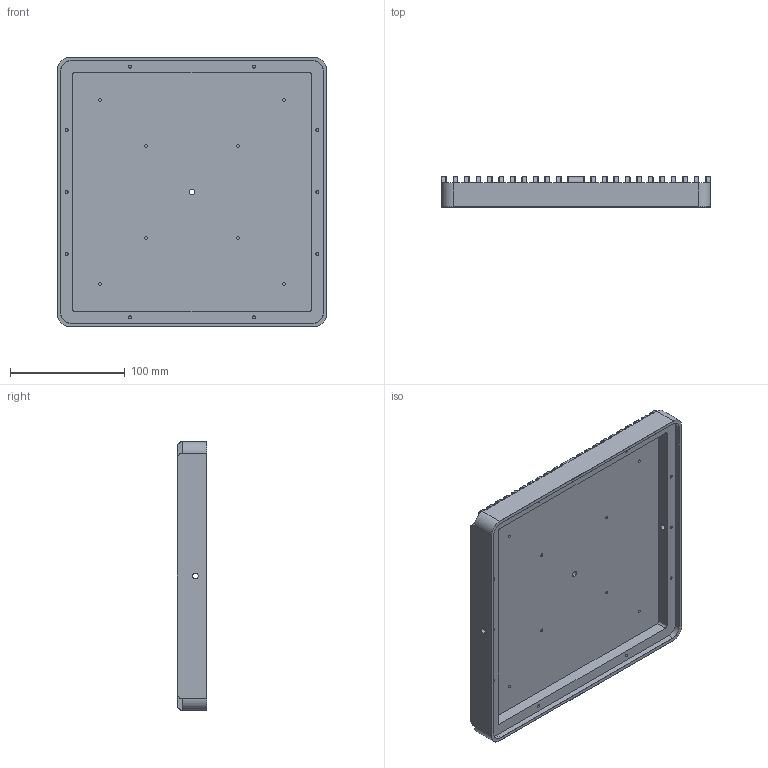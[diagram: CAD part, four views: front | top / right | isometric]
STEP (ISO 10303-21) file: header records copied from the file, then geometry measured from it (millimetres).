
FILE_DESCRIPTION (( 'STEP AP214' ), '1' );
FILE_NAME ('Lampe 1 - Tête.STEP', '2019-05-10T10:35:23', ( '' ), ( '' ), 'SwSTEP 2.0', 'SolidWorks 2018', '' );
FILE_SCHEMA (( 'AUTOMOTIVE_DESIGN' ));
Length unit declared in the file: millimetre
Products named in the file (1): Lampe 1 - T皻e
Bounding box: 234 x 26 x 234 mm (x, y, z)
Volume: 571956.3 mm3; surface area: 194425.5 mm2
Topology: 1 solids, 1 shells, 627 faces, 1461 edges, 852 vertices
Faces by surface type: cylinder 241, torus 178, plane 120, bspline 88
Entity records: 18807 total; most frequent: CARTESIAN_POINT 4645, DIRECTION 3161, ORIENTED_EDGE 2918, EDGE_CURVE 1459, AXIS2_PLACEMENT_3D 1356, VERTEX_POINT 852, CIRCLE 816, EDGE_LOOP 655
